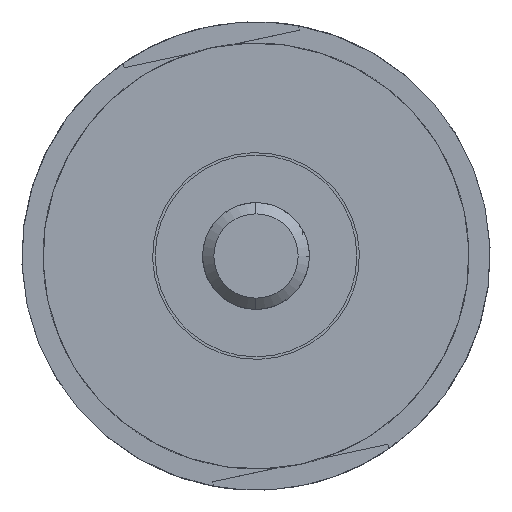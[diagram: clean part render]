
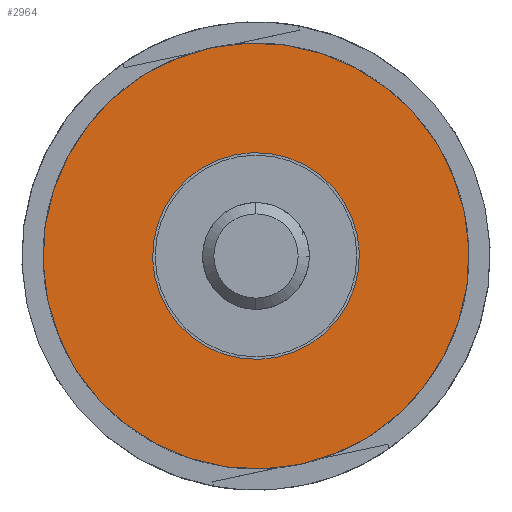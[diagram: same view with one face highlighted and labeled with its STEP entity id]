
A CAD part, front view. The second image highlights one B-rep face of the part: STEP entity #2964.
In plain terms, the highlighted planar face has unit normal (0, -1, 0).
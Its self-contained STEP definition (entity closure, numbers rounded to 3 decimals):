
#188 = CARTESIAN_POINT ( 'NONE',  ( -77.05, -59.317, 5.776 ) ) ;
#427 = DIRECTION ( 'NONE',  ( -0.209, 0., 0.978 ) ) ;
#462 = CARTESIAN_POINT ( 'NONE',  ( -73.08, -59.317, -12.805 ) ) ;
#479 = VERTEX_POINT ( 'NONE', #7104 ) ;
#630 = DIRECTION ( 'NONE',  ( 0., -1., 0. ) ) ;
#712 = DIRECTION ( 'NONE',  ( 0.209, 0., -0.978 ) ) ;
#792 = FACE_BOUND ( 'NONE', #4344, .T. ) ;
#884 = VERTEX_POINT ( 'NONE', #6453 ) ;
#894 = CIRCLE ( 'NONE', #1263, 9.225 ) ;
#1176 = CARTESIAN_POINT ( 'NONE',  ( -73.08, -59.317, -12.805 ) ) ;
#1263 = AXIS2_PLACEMENT_3D ( 'NONE', #1176, #630, #6964 ) ;
#1269 = CARTESIAN_POINT ( 'NONE',  ( -73.08, -59.317, -12.805 ) ) ;
#1280 = EDGE_CURVE ( 'NONE', #884, #1862, #894, .T. ) ;
#1318 = DIRECTION ( 'NONE',  ( 0., -1., 0. ) ) ;
#1405 = CARTESIAN_POINT ( 'NONE',  ( -82.102, -59.317, -14.732 ) ) ;
#1862 = VERTEX_POINT ( 'NONE', #2660 ) ;
#1908 = FACE_OUTER_BOUND ( 'NONE', #3980, .T. ) ;
#1986 = ORIENTED_EDGE ( 'NONE', *, *, #4826, .F. ) ;
#2660 = CARTESIAN_POINT ( 'NONE',  ( -75.008, -59.317, -3.783 ) ) ;
#2964 = ADVANCED_FACE ( 'NONE', ( #792, #1908 ), #5927, .F. ) ;
#3210 = CIRCLE ( 'NONE', #4533, 19. ) ;
#3215 = AXIS2_PLACEMENT_3D ( 'NONE', #1269, #5877, #3596 ) ;
#3325 = AXIS2_PLACEMENT_3D ( 'NONE', #1405, #5210, #712 ) ;
#3385 = EDGE_CURVE ( 'NONE', #7491, #479, #5385, .T. ) ;
#3500 = ORIENTED_EDGE ( 'NONE', *, *, #3385, .T. ) ;
#3596 = DIRECTION ( 'NONE',  ( -0.209, 0., 0.978 ) ) ;
#3980 = EDGE_LOOP ( 'NONE', ( #3500, #7525 ) ) ;
#4344 = EDGE_LOOP ( 'NONE', ( #1986, #5836 ) ) ;
#4533 = AXIS2_PLACEMENT_3D ( 'NONE', #462, #5640, #427 ) ;
#4752 = AXIS2_PLACEMENT_3D ( 'NONE', #5501, #1318, #6023 ) ;
#4826 = EDGE_CURVE ( 'NONE', #1862, #884, #5231, .T. ) ;
#5210 = DIRECTION ( 'NONE',  ( 0., 1., 0. ) ) ;
#5231 = CIRCLE ( 'NONE', #4752, 9.225 ) ;
#5385 = CIRCLE ( 'NONE', #3215, 19. ) ;
#5501 = CARTESIAN_POINT ( 'NONE',  ( -73.08, -59.317, -12.805 ) ) ;
#5640 = DIRECTION ( 'NONE',  ( 0., -1., 0. ) ) ;
#5836 = ORIENTED_EDGE ( 'NONE', *, *, #1280, .F. ) ;
#5877 = DIRECTION ( 'NONE',  ( 0., -1., 0. ) ) ;
#5927 = PLANE ( 'NONE',  #3325 ) ;
#6023 = DIRECTION ( 'NONE',  ( -0.209, 0., 0.978 ) ) ;
#6453 = CARTESIAN_POINT ( 'NONE',  ( -71.153, -59.317, -21.826 ) ) ;
#6916 = EDGE_CURVE ( 'NONE', #479, #7491, #3210, .T. ) ;
#6964 = DIRECTION ( 'NONE',  ( -0.209, 0., 0.978 ) ) ;
#7104 = CARTESIAN_POINT ( 'NONE',  ( -69.111, -59.317, -31.385 ) ) ;
#7491 = VERTEX_POINT ( 'NONE', #188 ) ;
#7525 = ORIENTED_EDGE ( 'NONE', *, *, #6916, .T. ) ;
